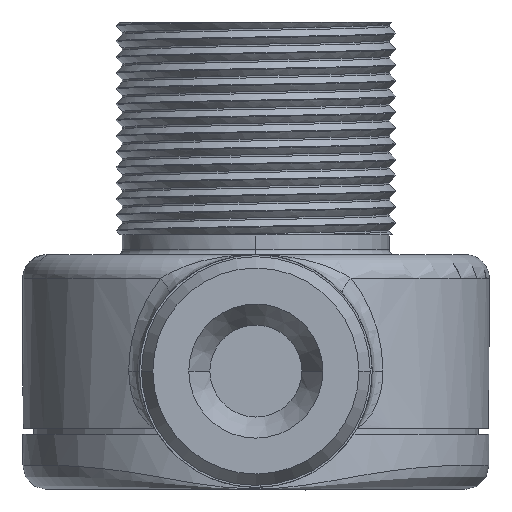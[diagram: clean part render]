
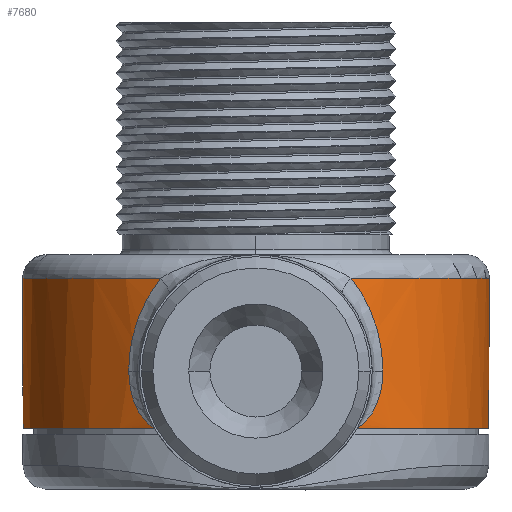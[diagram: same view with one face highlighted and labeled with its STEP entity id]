
A CAD part, front view. The second image highlights one B-rep face of the part: STEP entity #7680.
In plain terms, the highlighted cylindrical face has radius 15.037 mm (diameter 30.074 mm), a partial arc.
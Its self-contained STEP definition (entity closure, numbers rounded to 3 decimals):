
#11=CARTESIAN_POINT('',(0.,23.495,5.969));
#12=DIRECTION('',(0.,0.,1.));
#13=DIRECTION('',(1.,0.,0.));
#14=AXIS2_PLACEMENT_3D('',#11,#12,#13);
#21=CARTESIAN_POINT('',(0.,23.495,-3.683));
#22=DIRECTION('',(0.,0.,-1.));
#23=DIRECTION('',(-0.434,-0.901,0.));
#24=AXIS2_PLACEMENT_3D('',#21,#22,#23);
#105=CARTESIAN_POINT('',(-8.187,10.883,0.));
#106=CARTESIAN_POINT('',(-8.187,10.883,
-0.114));
#107=CARTESIAN_POINT('',(-8.181,10.878,
-0.343));
#108=CARTESIAN_POINT('',(-8.152,10.859,
-0.693));
#109=CARTESIAN_POINT('',(-8.103,10.828,-1.036));
#110=CARTESIAN_POINT('',(-8.036,10.785,-1.363));
#111=CARTESIAN_POINT('',(-7.954,10.734,-1.667));
#112=CARTESIAN_POINT('',(-7.864,10.678,-1.941));
#113=CARTESIAN_POINT('',(-7.767,10.62,-2.182));
#114=CARTESIAN_POINT('',(-7.67,10.561,-2.392));
#115=CARTESIAN_POINT('',(-7.576,10.506,-2.57));
#116=CARTESIAN_POINT('',(-7.485,10.453,-2.723));
#117=CARTESIAN_POINT('',(-7.397,10.403,-2.857));
#118=CARTESIAN_POINT('',(-7.31,10.355,-2.976));
#119=CARTESIAN_POINT('',(-7.225,10.307,-3.083));
#120=CARTESIAN_POINT('',(-7.142,10.262,-3.179));
#121=CARTESIAN_POINT('',(-7.063,10.22,-3.263));
#122=CARTESIAN_POINT('',(-6.989,10.181,-3.335));
#123=CARTESIAN_POINT('',(-6.923,10.146,-3.396));
#124=CARTESIAN_POINT('',(-6.863,10.116,-3.447));
#125=CARTESIAN_POINT('',(-6.807,10.087,-3.492));
#126=CARTESIAN_POINT('',(-6.754,10.06,-3.533));
#127=CARTESIAN_POINT('',(-6.698,10.033,-3.573));
#128=CARTESIAN_POINT('',(-6.641,10.004,-3.612));
#129=CARTESIAN_POINT('',(-6.583,9.976,-3.649));
#130=CARTESIAN_POINT('',(-6.545,9.957,-3.672));
#131=CARTESIAN_POINT('',(-6.525,9.948,-3.683));
#133=CARTESIAN_POINT('',(-6.137,9.767,5.969));
#134=CARTESIAN_POINT('',(-6.251,9.819,5.826));
#135=CARTESIAN_POINT('',(-6.472,9.921,5.533));
#136=CARTESIAN_POINT('',(-6.777,10.071,5.07));
#137=CARTESIAN_POINT('',(-7.053,10.214,4.59));
#138=CARTESIAN_POINT('',(-7.3,10.348,4.096));
#139=CARTESIAN_POINT('',(-7.515,10.47,3.592));
#140=CARTESIAN_POINT('',(-7.7,10.579,3.081));
#141=CARTESIAN_POINT('',(-7.854,10.672,2.567));
#142=CARTESIAN_POINT('',(-7.978,10.749,2.05));
#143=CARTESIAN_POINT('',(-8.072,10.809,1.534));
#144=CARTESIAN_POINT('',(-8.139,10.851,1.02));
#145=CARTESIAN_POINT('',(-8.179,10.877,0.508));
#146=CARTESIAN_POINT('',(-8.187,10.883,0.169));
#147=CARTESIAN_POINT('',(-8.187,10.883,0.));
#228=CARTESIAN_POINT('',(8.187,10.883,0.));
#229=CARTESIAN_POINT('',(8.187,10.883,0.169));
#230=CARTESIAN_POINT('',(8.179,10.877,0.508));
#231=CARTESIAN_POINT('',(8.139,10.851,1.02));
#232=CARTESIAN_POINT('',(8.072,10.809,1.534));
#233=CARTESIAN_POINT('',(7.978,10.749,2.05));
#234=CARTESIAN_POINT('',(7.854,10.672,2.567));
#235=CARTESIAN_POINT('',(7.7,10.579,3.081));
#236=CARTESIAN_POINT('',(7.515,10.47,3.592));
#237=CARTESIAN_POINT('',(7.3,10.348,4.096));
#238=CARTESIAN_POINT('',(7.053,10.214,4.59));
#239=CARTESIAN_POINT('',(6.777,10.071,5.07));
#240=CARTESIAN_POINT('',(6.472,9.921,5.533));
#241=CARTESIAN_POINT('',(6.251,9.819,5.826));
#242=CARTESIAN_POINT('',(6.137,9.767,5.969));
#285=CARTESIAN_POINT('',(6.525,9.948,-3.683));
#286=CARTESIAN_POINT('',(6.541,9.956,-3.674));
#287=CARTESIAN_POINT('',(6.574,9.972,-3.654));
#288=CARTESIAN_POINT('',(6.626,9.997,-3.622));
#289=CARTESIAN_POINT('',(6.68,10.023,-3.586));
#290=CARTESIAN_POINT('',(6.734,10.051,-3.547));
#291=CARTESIAN_POINT('',(6.789,10.078,-3.507));
#292=CARTESIAN_POINT('',(6.844,10.106,-3.462));
#293=CARTESIAN_POINT('',(6.904,10.137,-3.412));
#294=CARTESIAN_POINT('',(6.971,10.171,-3.353));
#295=CARTESIAN_POINT('',(7.043,10.21,-3.283));
#296=CARTESIAN_POINT('',(7.122,10.251,-3.201));
#297=CARTESIAN_POINT('',(7.204,10.296,-3.108));
#298=CARTESIAN_POINT('',(7.29,10.343,-3.002));
#299=CARTESIAN_POINT('',(7.377,10.392,-2.884));
#300=CARTESIAN_POINT('',(7.467,10.443,-2.752));
#301=CARTESIAN_POINT('',(7.559,10.496,-2.6));
#302=CARTESIAN_POINT('',(7.655,10.552,-2.422));
#303=CARTESIAN_POINT('',(7.754,10.611,-2.213));
#304=CARTESIAN_POINT('',(7.852,10.671,-1.971));
#305=CARTESIAN_POINT('',(7.946,10.729,-1.696));
#306=CARTESIAN_POINT('',(8.03,10.782,-1.389));
#307=CARTESIAN_POINT('',(8.099,10.826,-1.056));
#308=CARTESIAN_POINT('',(8.15,10.859,-0.707));
#309=CARTESIAN_POINT('',(8.181,10.878,-0.35));
#310=CARTESIAN_POINT('',(8.187,10.883,-0.116));
#311=CARTESIAN_POINT('',(8.187,10.883,0.));
#333=CARTESIAN_POINT('',(6.137,9.767,5.969));
#371=CARTESIAN_POINT('',(0.,23.495,5.969));
#372=DIRECTION('',(0.,0.,1.));
#373=DIRECTION('',(0.408,-0.913,0.));
#374=AXIS2_PLACEMENT_3D('',#371,#372,#373);
#7379=CARTESIAN_POINT('',(15.037,23.495,5.969));
#7380=VERTEX_POINT('',#7379);
#7381=VERTEX_POINT('',#333);
#7383=VERTEX_POINT('',#228);
#7385=VERTEX_POINT('',#285);
#7386=VERTEX_POINT('',#105);
#7387=VERTEX_POINT('',#131);
#7388=VERTEX_POINT('',#133);
#7660=CARTESIAN_POINT('',(0.,23.495,-7.493));
#7661=DIRECTION('',(0.,0.,1.));
#7662=DIRECTION('',(1.,0.,0.));
#7663=AXIS2_PLACEMENT_3D('',#7660,#7661,#7662);
#7664=CYLINDRICAL_SURFACE('',#7663,15.037);
#7666=ORIENTED_EDGE('',*,*,#7665,.T.);
#7668=ORIENTED_EDGE('',*,*,#7667,.T.);
#7670=ORIENTED_EDGE('',*,*,#7669,.T.);
#7672=ORIENTED_EDGE('',*,*,#7671,.T.);
#7673=ORIENTED_EDGE('',*,*,#7650,.T.);
#7675=ORIENTED_EDGE('',*,*,#7674,.T.);
#7677=ORIENTED_EDGE('',*,*,#7676,.T.);
#7678=EDGE_LOOP('',(#7666,#7668,#7670,#7672,#7673,#7675,#7677));
#7679=FACE_OUTER_BOUND('',#7678,.F.);
#7680=ADVANCED_FACE('',(#7679),#7664,.T.);
#15=CIRCLE('',#14,15.037);
#25=CIRCLE('',#24,15.037);
#132=B_SPLINE_CURVE_WITH_KNOTS('',3,(#105,#106,#107,#108,#109,#110,#111,#112,
#113,#114,#115,#116,#117,#118,#119,#120,#121,#122,#123,#124,#125,#126,#127,#128,
#129,#130,#131),.UNSPECIFIED.,.F.,.F.,(4,1,1,1,1,1,1,1,1,1,1,1,1,1,1,1,1,1,1,1,
1,1,1,1,4),(0.,0.042,0.083,0.125,0.167,
0.208,0.25,0.292,0.333,0.375,
0.417,0.458,0.5,0.542,0.583,
0.625,0.667,0.708,0.75,0.792,
0.833,0.875,0.917,0.958,1.),
.UNSPECIFIED.);
#148=B_SPLINE_CURVE_WITH_KNOTS('',3,(#133,#134,#135,#136,#137,#138,#139,#140,
#141,#142,#143,#144,#145,#146,#147),.UNSPECIFIED.,.F.,.F.,(4,1,1,1,1,1,1,1,1,1,
1,1,4),(0.,0.083,0.167,0.25,0.333,
0.417,0.5,0.583,0.667,0.75,
0.833,0.917,1.),.UNSPECIFIED.);
#243=B_SPLINE_CURVE_WITH_KNOTS('',3,(#228,#229,#230,#231,#232,#233,#234,#235,
#236,#237,#238,#239,#240,#241,#242),.UNSPECIFIED.,.F.,.F.,(4,1,1,1,1,1,1,1,1,1,
1,1,4),(0.,0.083,0.167,0.25,0.333,
0.417,0.5,0.583,0.667,0.75,
0.833,0.917,1.),.UNSPECIFIED.);
#312=B_SPLINE_CURVE_WITH_KNOTS('',3,(#285,#286,#287,#288,#289,#290,#291,#292,
#293,#294,#295,#296,#297,#298,#299,#300,#301,#302,#303,#304,#305,#306,#307,#308,
#309,#310,#311),.UNSPECIFIED.,.F.,.F.,(4,1,1,1,1,1,1,1,1,1,1,1,1,1,1,1,1,1,1,1,
1,1,1,1,4),(0.,0.042,0.083,0.125,0.167,
0.208,0.25,0.292,0.333,0.375,
0.417,0.458,0.5,0.542,0.583,
0.625,0.667,0.708,0.75,0.792,
0.833,0.875,0.917,0.958,1.),
.UNSPECIFIED.);
#375=CIRCLE('',#374,15.037);
#7650=EDGE_CURVE('',#7380,#7388,#15,.T.);
#7665=EDGE_CURVE('',#7387,#7385,#25,.T.);
#7667=EDGE_CURVE('',#7385,#7383,#312,.T.);
#7669=EDGE_CURVE('',#7383,#7381,#243,.T.);
#7671=EDGE_CURVE('',#7381,#7380,#375,.T.);
#7674=EDGE_CURVE('',#7388,#7386,#148,.T.);
#7676=EDGE_CURVE('',#7386,#7387,#132,.T.);
